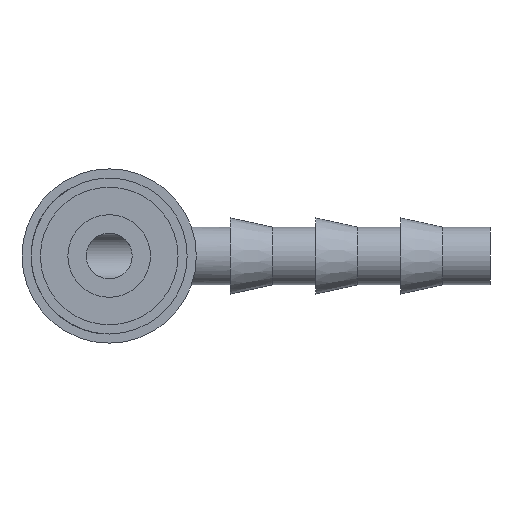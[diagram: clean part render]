
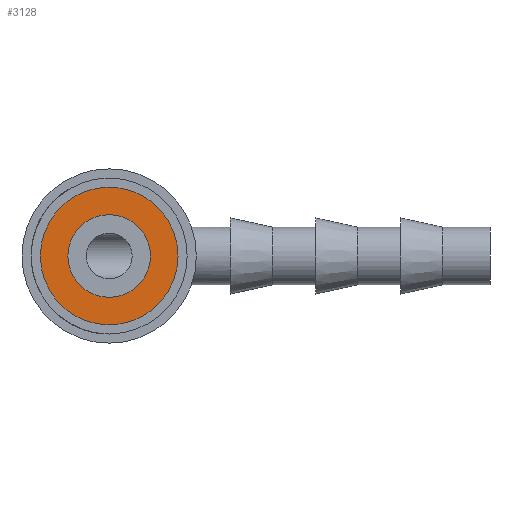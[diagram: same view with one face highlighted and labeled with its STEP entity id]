
A CAD part, left-side view. The second image highlights one B-rep face of the part: STEP entity #3128.
In plain terms, the highlighted planar face has unit normal (-1, 0, 0).
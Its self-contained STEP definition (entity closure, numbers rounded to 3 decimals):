
#191 = CARTESIAN_POINT ( 'NONE',  ( 0., 0., 4.5 ) ) ;
#205 = AXIS2_PLACEMENT_3D ( 'NONE', #3551, #1457, #4800 ) ;
#682 = DIRECTION ( 'NONE',  ( 1., 0., 0. ) ) ;
#758 = VERTEX_POINT ( 'NONE', #191 ) ;
#1045 = CIRCLE ( 'NONE', #2735, 4.5 ) ;
#1229 = VERTEX_POINT ( 'NONE', #6920 ) ;
#1331 = ORIENTED_EDGE ( 'NONE', *, *, #6089, .T. ) ;
#1357 = ORIENTED_EDGE ( 'NONE', *, *, #3043, .T. ) ;
#1457 = DIRECTION ( 'NONE',  ( -1., 0., 0. ) ) ;
#1647 = DIRECTION ( 'NONE',  ( -1., 0., 0. ) ) ;
#2023 = ORIENTED_EDGE ( 'NONE', *, *, #3660, .T. ) ;
#2088 = EDGE_LOOP ( 'NONE', ( #2023, #1357 ) ) ;
#2584 = AXIS2_PLACEMENT_3D ( 'NONE', #4433, #7040, #6473 ) ;
#2735 = AXIS2_PLACEMENT_3D ( 'NONE', #3995, #682, #7156 ) ;
#2855 = AXIS2_PLACEMENT_3D ( 'NONE', #8343, #1647, #6287 ) ;
#3043 = EDGE_CURVE ( 'NONE', #8599, #4178, #5191, .T. ) ;
#3128 = ADVANCED_FACE ( 'NONE', ( #6418, #3822 ), #7853, .F. ) ;
#3551 = CARTESIAN_POINT ( 'NONE',  ( 0., 0., 0. ) ) ;
#3660 = EDGE_CURVE ( 'NONE', #4178, #8599, #3820, .T. ) ;
#3820 = CIRCLE ( 'NONE', #205, 7.5 ) ;
#3822 = FACE_OUTER_BOUND ( 'NONE', #2088, .T. ) ;
#3995 = CARTESIAN_POINT ( 'NONE',  ( 0., 0., 0. ) ) ;
#4178 = VERTEX_POINT ( 'NONE', #6854 ) ;
#4433 = CARTESIAN_POINT ( 'NONE',  ( 0., 0., 0. ) ) ;
#4496 = EDGE_LOOP ( 'NONE', ( #1331, #7206 ) ) ;
#4506 = CARTESIAN_POINT ( 'NONE',  ( 0., 0., 0. ) ) ;
#4549 = DIRECTION ( 'NONE',  ( 1., 0., 0. ) ) ;
#4800 = DIRECTION ( 'NONE',  ( 0., 0., 1. ) ) ;
#5153 = DIRECTION ( 'NONE',  ( 0., 0., -1. ) ) ;
#5191 = CIRCLE ( 'NONE', #2855, 7.5 ) ;
#5206 = CIRCLE ( 'NONE', #2584, 4.5 ) ;
#5564 = EDGE_CURVE ( 'NONE', #1229, #758, #5206, .T. ) ;
#6037 = AXIS2_PLACEMENT_3D ( 'NONE', #4506, #4549, #5153 ) ;
#6089 = EDGE_CURVE ( 'NONE', #758, #1229, #1045, .T. ) ;
#6287 = DIRECTION ( 'NONE',  ( 0., 0., 1. ) ) ;
#6418 = FACE_BOUND ( 'NONE', #4496, .T. ) ;
#6473 = DIRECTION ( 'NONE',  ( 0., 0., -1. ) ) ;
#6854 = CARTESIAN_POINT ( 'NONE',  ( 0., 0., 7.5 ) ) ;
#6920 = CARTESIAN_POINT ( 'NONE',  ( 0., 0., -4.5 ) ) ;
#7040 = DIRECTION ( 'NONE',  ( 1., 0., 0. ) ) ;
#7156 = DIRECTION ( 'NONE',  ( 0., 0., -1. ) ) ;
#7206 = ORIENTED_EDGE ( 'NONE', *, *, #5564, .T. ) ;
#7853 = PLANE ( 'NONE',  #6037 ) ;
#8343 = CARTESIAN_POINT ( 'NONE',  ( 0., 0., 0. ) ) ;
#8489 = CARTESIAN_POINT ( 'NONE',  ( 0., 0., -7.5 ) ) ;
#8599 = VERTEX_POINT ( 'NONE', #8489 ) ;
